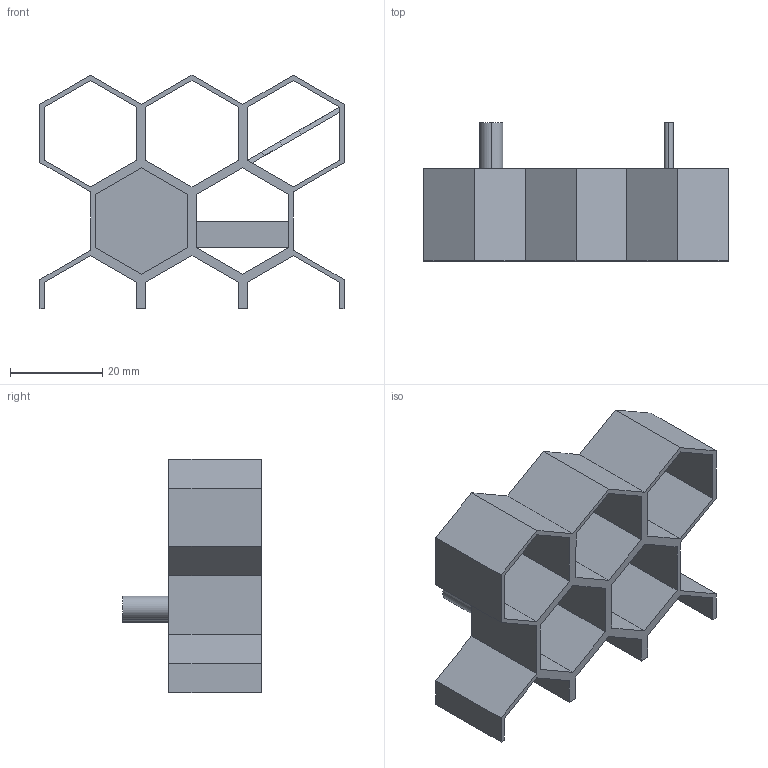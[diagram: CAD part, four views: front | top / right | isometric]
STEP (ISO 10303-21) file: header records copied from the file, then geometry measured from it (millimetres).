
FILE_DESCRIPTION (( 'STEP AP203' ), '1' );
FILE_NAME ('honeycomb_basic_all_thin_2edges_insert_M.STEP', '2023-10-19T02:09:01', ( '' ), ( '' ), 'SwSTEP 2.0', 'SolidWorks 2022', '' );
FILE_SCHEMA (( 'CONFIG_CONTROL_DESIGN' ));
Length unit declared in the file: millimetre
Products named in the file (1): honeycomb_basic_all_thin_2edges_insert_M
Bounding box: 66 x 30 x 50.7 mm (x, y, z)
Volume: 10113.8 mm3; surface area: 15213 mm2
Topology: 1 solids, 1 shells, 81 faces, 229 edges, 150 vertices
Faces by surface type: plane 77, cylinder 4
Entity records: 2668 total; most frequent: CARTESIAN_POINT 461, ORIENTED_EDGE 458, DIRECTION 401, EDGE_CURVE 229, VECTOR 221, LINE 221, VERTEX_POINT 150, EDGE_LOOP 93
